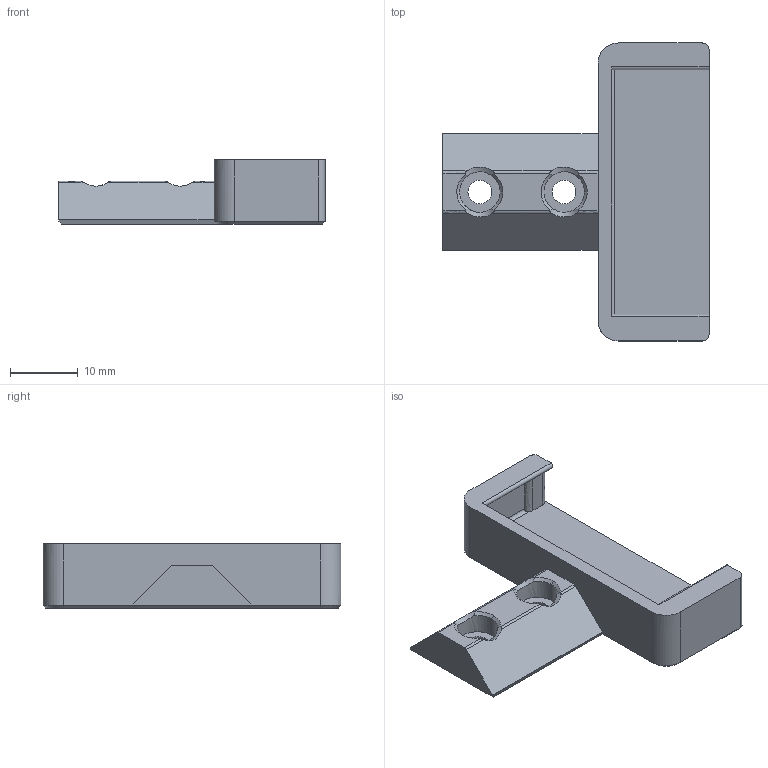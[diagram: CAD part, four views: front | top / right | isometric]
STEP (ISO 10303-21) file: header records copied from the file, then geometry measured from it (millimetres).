
FILE_DESCRIPTION(/* description */ (''),/* implementation_level */ '2;1');
FILE_NAME(/* name */ 'brush_body',/* time_stamp */ '2020-04-19T14:16:06+10:00',/* author */ (''),/* organization */ (''),/* preprocessor_version */ 'ST-DEVELOPER v16.5',/* originating_system */ '',/* authorisation */ '');
FILE_SCHEMA (('AUTOMOTIVE_DESIGN'));
Length unit declared in the file: millimetre
Products named in the file (1): Document
Bounding box: 39.3 x 44 x 9.5 mm (x, y, z)
Volume: 4117 mm3; surface area: 3846.6 mm2
Topology: 1 solids, 1 shells, 75 faces, 207 edges, 134 vertices
Faces by surface type: bspline 45, plane 30
Entity records: 2797 total; most frequent: CARTESIAN_POINT 1544, ORIENTED_EDGE 414, EDGE_CURVE 207, B_SPLINE_CURVE_WITH_KNOTS 137, VERTEX_POINT 134, EDGE_LOOP 79, ADVANCED_FACE 75, FACE_OUTER_BOUND 75
